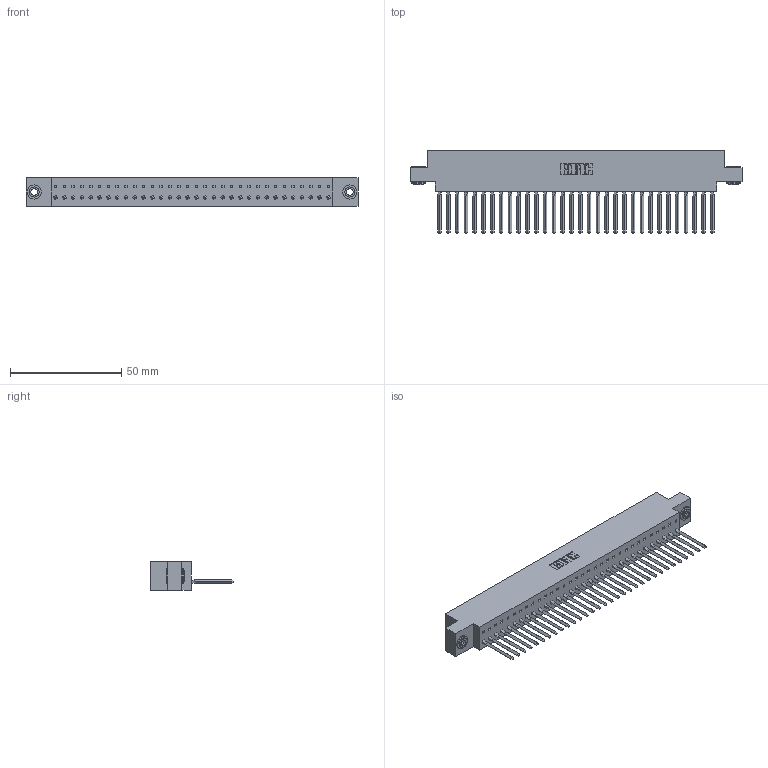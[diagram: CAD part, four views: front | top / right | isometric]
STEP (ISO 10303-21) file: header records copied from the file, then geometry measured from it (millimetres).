
FILE_DESCRIPTION (( 'STEP AP203' ), '1' );
FILE_NAME ('317-032-541-603.STEP', '2020-02-27T21:00:04', ( '' ), ( '' ), 'SwSTEP 2.0', 'SolidWorks 2016', '' );
FILE_SCHEMA (( 'CONFIG_CONTROL_DESIGN' ));
Length unit declared in the file: inch
Products named in the file (4): 317-290-002_541; 317 Part_.156 Dia - TH; 317-032-541-603; 345-250-002_345-250-002-102
Assembly tree (35 placements, depth 2):
  317-032-541-603
    317 Part_.156 Dia - TH
    317-290-002_541  x32
    345-250-002_345-250-002-102  x2
Bounding box: 149.5 x 37.34 x 12.7 mm (x, y, z)
Volume: 23956.5 mm3; surface area: 33733.4 mm2
Topology: 35 solids, 35 shells, 5004 faces, 14239 edges, 9254 vertices
Faces by surface type: plane 4036, cylinder 832, bspline 128, cone 8
Entity records: 48825 total; most frequent: CARTESIAN_POINT 9284, ORIENTED_EDGE 8562, DIRECTION 7067, EDGE_CURVE 4281, VECTOR 3893, LINE 3893, VERTEX_POINT 2844, AXIS2_PLACEMENT_3D 1587
